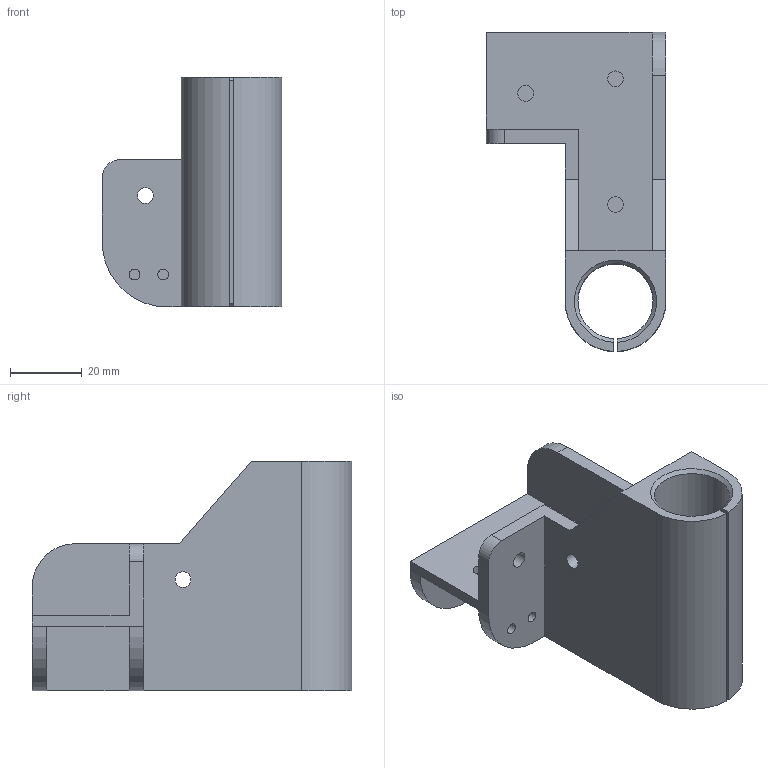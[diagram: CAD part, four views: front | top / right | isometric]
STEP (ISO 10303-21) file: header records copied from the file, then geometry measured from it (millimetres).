
FILE_DESCRIPTION(/* description */ ('FreeCAD Model'),/* implementation_level */ '2;1');
FILE_NAME(/* name */ 'Bed Carrier Right.stp',/* time_stamp */ '2019-04-02T19:41:19+01:00',/* author */ ('Ax'),/* organization */ (''),/* preprocessor_version */ 'ST-DEVELOPER v17.2',/* originating_system */ 'Autodesk Inventor 2019',/* authorisation */ 'Unknown');
FILE_SCHEMA (('AUTOMOTIVE_DESIGN { 1 0 10303 214 3 1 1 }'));
Length unit declared in the file: millimetre
Products named in the file (1): Bed Carrier Left
Bounding box: 50 x 88.99 x 64 mm (x, y, z)
Volume: 51255.3 mm3; surface area: 27600.4 mm2
Topology: 1 solids, 1 shells, 49 faces, 143 edges, 99 vertices
Faces by surface type: plane 31, cylinder 16, cone 2
Full cylindrical faces by diameter (mm): 3 x2, 4.4 x6
Entity records: 1753 total; most frequent: CARTESIAN_POINT 328, DIRECTION 289, ORIENTED_EDGE 286, EDGE_CURVE 143, AXIS2_PLACEMENT_3D 100, VERTEX_POINT 99, LINE 89, VECTOR 89
